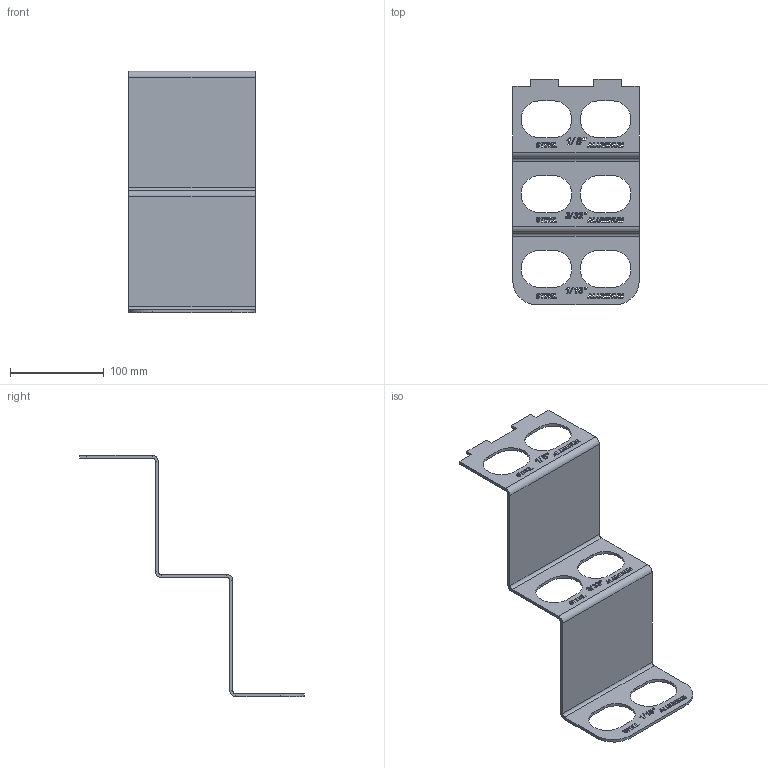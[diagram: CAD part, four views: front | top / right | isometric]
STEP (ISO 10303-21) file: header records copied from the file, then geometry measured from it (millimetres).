
FILE_DESCRIPTION(/* description */ (''),/* implementation_level */ '2;1');
FILE_NAME(/* name */ 'Top Steps.step',/* time_stamp */ '2024-09-16T13:06:28-04:00',/* author */ (''),/* organization */ (''),/* preprocessor_version */ 'ST-DEVELOPER v20',/* originating_system */ 'Autodesk Translation Framework v13.14.0.145',/* authorisation */ '');
FILE_SCHEMA (('AUTOMOTIVE_DESIGN { 1 0 10303 214 3 1 1 }'));
Length unit declared in the file: inch
Products named in the file (1): Top Steps
Bounding box: 134.62 x 239.45 x 257.15 mm (x, y, z)
Volume: 167355.9 mm3; surface area: 117200.8 mm2
Topology: 1 solids, 1 shells, 798 faces, 2356 edges, 1558 vertices
Faces by surface type: plane 480, bspline 296, cylinder 22
Entity records: 30051 total; most frequent: CARTESIAN_POINT 10526, ORIENTED_EDGE 4712, DIRECTION 2797, EDGE_CURVE 2356, LINE 1703, VECTOR 1703, VERTEX_POINT 1558, EDGE_LOOP 926
